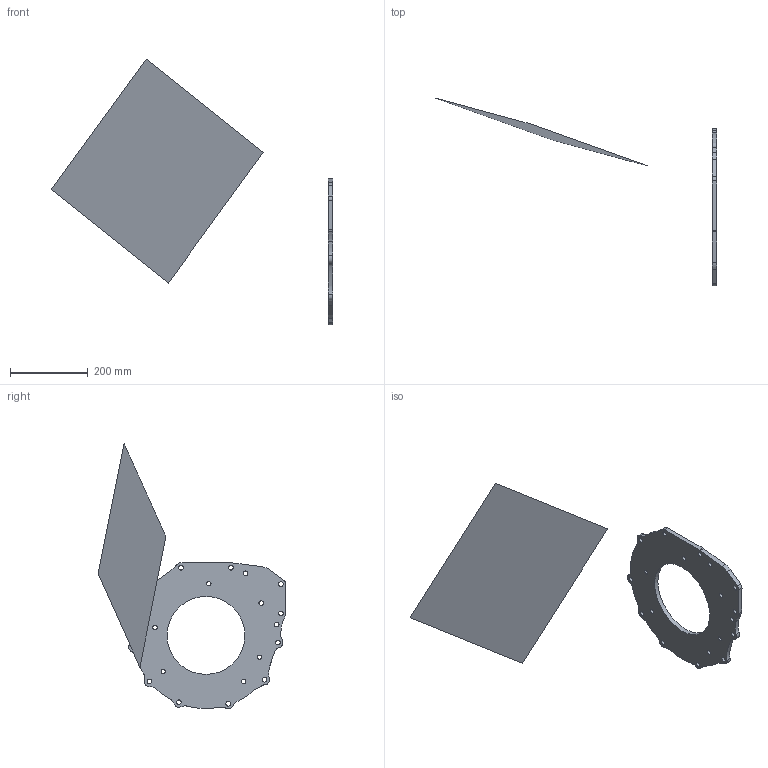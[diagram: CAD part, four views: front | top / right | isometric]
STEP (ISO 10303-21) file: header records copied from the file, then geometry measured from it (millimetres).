
FILE_DESCRIPTION(/* description */ (''),/* implementation_level */ '2;1');
FILE_NAME(/* name */ 'Courier bellhouse 2nd layer v2.step',/* time_stamp */ '2020-08-12T15:03:30+10:00',/* author */ (''),/* organization */ (''),/* preprocessor_version */ 'ST-DEVELOPER v18.1',/* originating_system */ 'Autodesk Translation Framework v9.3.0.1241',/* authorisation */ '');
FILE_SCHEMA (('AUTOMOTIVE_DESIGN { 1 0 10303 214 3 1 1 }'));
Length unit declared in the file: millimetre
Products named in the file (1): Courier bellhouse 2nd layer
Bounding box: 723.2 x 482.55 x 682.09 mm (x, y, z)
Volume: 1049517.4 mm3; surface area: 374113.5 mm2
Topology: 1 solids, 2 shells, 61 faces, 178 edges, 120 vertices
Faces by surface type: cylinder 39, bspline 15, plane 7
Full cylindrical faces by diameter (mm): 11 x3, 11.5 x3, 12 x13, 200 x1
Entity records: 2948 total; most frequent: CARTESIAN_POINT 1279, ORIENTED_EDGE 352, DIRECTION 320, EDGE_CURVE 178, AXIS2_PLACEMENT_3D 125, VERTEX_POINT 120, EDGE_LOOP 101, CIRCLE 78
